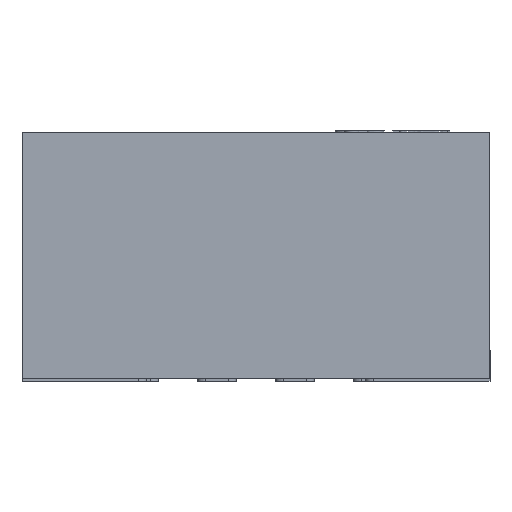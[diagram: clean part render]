
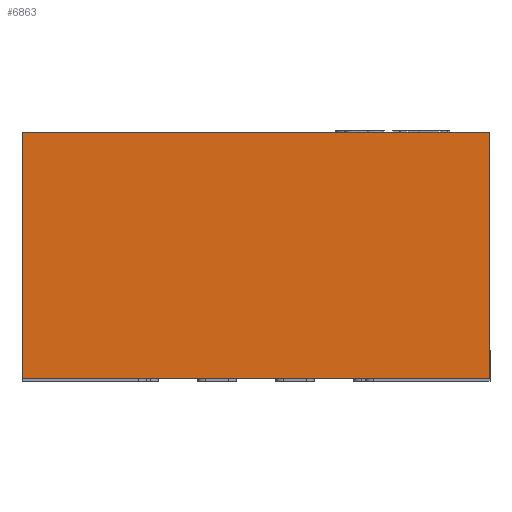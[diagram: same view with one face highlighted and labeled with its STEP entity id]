
A CAD part, front view. The second image highlights one B-rep face of the part: STEP entity #6863.
In plain terms, the highlighted planar face has unit normal (0, -1, 0).
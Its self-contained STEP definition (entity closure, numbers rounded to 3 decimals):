
#199 = AXIS2_PLACEMENT_3D ( 'NONE', #7689, #16078, #12163 ) ;
#327 = ORIENTED_EDGE ( 'NONE', *, *, #4803, .F. ) ;
#337 = VERTEX_POINT ( 'NONE', #10132 ) ;
#703 = VECTOR ( 'NONE', #8386, 1000. ) ;
#2601 = ORIENTED_EDGE ( 'NONE', *, *, #10110, .F. ) ;
#3782 = VECTOR ( 'NONE', #3793, 1000. ) ;
#3793 = DIRECTION ( 'NONE',  ( 1., 0., 0. ) ) ;
#4131 = VECTOR ( 'NONE', #12894, 1000. ) ;
#4236 = EDGE_CURVE ( 'NONE', #337, #11413, #8947, .T. ) ;
#4803 = EDGE_CURVE ( 'NONE', #9813, #8662, #7169, .T. ) ;
#5183 = FACE_OUTER_BOUND ( 'NONE', #9051, .T. ) ;
#5249 = CARTESIAN_POINT ( 'NONE',  ( -1.5, -2.5, 1.58 ) ) ;
#5919 = CARTESIAN_POINT ( 'NONE',  ( 1.5, -2.5, 0. ) ) ;
#6012 = CARTESIAN_POINT ( 'NONE',  ( -1.5, -2.5, 1.58 ) ) ;
#6410 = LINE ( 'NONE', #5249, #11924 ) ;
#6519 = CARTESIAN_POINT ( 'NONE',  ( -1.5, -2.5, 0. ) ) ;
#6863 = ADVANCED_FACE ( 'NONE', ( #5183 ), #14565, .F. ) ;
#6941 = ORIENTED_EDGE ( 'NONE', *, *, #4236, .T. ) ;
#7169 = LINE ( 'NONE', #6012, #4131 ) ;
#7689 = CARTESIAN_POINT ( 'NONE',  ( -1.5, -2.5, 1.58 ) ) ;
#8386 = DIRECTION ( 'NONE',  ( 0., 0., -1. ) ) ;
#8492 = LINE ( 'NONE', #10049, #703 ) ;
#8502 = ORIENTED_EDGE ( 'NONE', *, *, #15977, .T. ) ;
#8662 = VERTEX_POINT ( 'NONE', #11823 ) ;
#8947 = LINE ( 'NONE', #6519, #3782 ) ;
#9051 = EDGE_LOOP ( 'NONE', ( #6941, #2601, #327, #8502 ) ) ;
#9537 = CARTESIAN_POINT ( 'NONE',  ( -1.5, -2.5, 1.58 ) ) ;
#9813 = VERTEX_POINT ( 'NONE', #9537 ) ;
#10049 = CARTESIAN_POINT ( 'NONE',  ( 1.5, -2.5, 1.58 ) ) ;
#10110 = EDGE_CURVE ( 'NONE', #8662, #11413, #8492, .T. ) ;
#10132 = CARTESIAN_POINT ( 'NONE',  ( -1.5, -2.5, 0. ) ) ;
#11413 = VERTEX_POINT ( 'NONE', #5919 ) ;
#11823 = CARTESIAN_POINT ( 'NONE',  ( 1.5, -2.5, 1.58 ) ) ;
#11924 = VECTOR ( 'NONE', #13473, 1000. ) ;
#12163 = DIRECTION ( 'NONE',  ( 0., 0., 1. ) ) ;
#12894 = DIRECTION ( 'NONE',  ( 1., 0., 0. ) ) ;
#13473 = DIRECTION ( 'NONE',  ( 0., 0., -1. ) ) ;
#14565 = PLANE ( 'NONE',  #199 ) ;
#15977 = EDGE_CURVE ( 'NONE', #9813, #337, #6410, .T. ) ;
#16078 = DIRECTION ( 'NONE',  ( 0., 1., 0. ) ) ;
